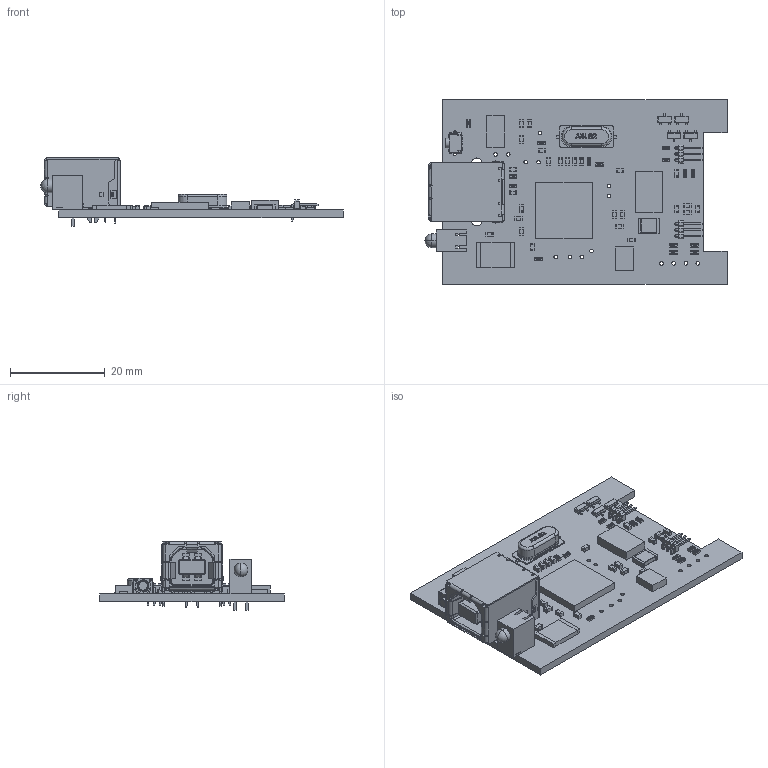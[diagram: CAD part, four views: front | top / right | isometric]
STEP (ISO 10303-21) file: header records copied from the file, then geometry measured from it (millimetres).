
FILE_DESCRIPTION(('Open CASCADE Model'),'2;1');
FILE_NAME('Open CASCADE Shape Model','2019-07-02T19:03:23',('Author'),( 'Open CASCADE'),'Open CASCADE STEP processor 6.8','Open CASCADE 6.8' ,'Unknown');
FILE_SCHEMA(('AUTOMOTIVE_DESIGN { 1 0 10303 214 1 1 1 1 }'));
Length unit declared in the file: millimetre
Products named in the file (83): PCB; Board; Open CASCADE STEP translator 6.8 4.1.1; U4; 6770732112; Extruded; C24; 0603_cap; FB1; U3; 6631698208; S1; TL3340AF160QG; F1; 6631699248; 6631698608; R15; 0603_resistor; R14; FB3; FB2; C23; CAP_1812-1.1mm; C22; Q2; sot-23-3-infineon; R1; LED1; 934CB; Y1; ABLS2; U2; 6631697728; U1; 6631697408; R13; R12; R11; R10; R9 ...
Assembly tree (128 placements, depth 4):
  PCB
    Board
      Open CASCADE STEP translator 6.8 4.1.1
    U4
      6770732112
        Extruded
    C24
      0603_cap
    FB1
      0603_cap
    U3
      6631698208
        Extruded
    S1
      TL3340AF160QG
    F1
      6631699248  x2
        Extruded
      6631698608
        Extruded
    R15
      0603_resistor
    R14
      0603_resistor
    FB3
      0603_cap
    FB2
      0603_cap
    C23
      CAP_1812-1.1mm
    C22
      0603_cap
    Q2
      sot-23-3-infineon
    R1
      0603_resistor
    LED1
      934CB
    Y1
      ABLS2
    U2
      6631697728
        Extruded
    U1
      6631697408
        Extruded
    R13
      0603_resistor
    R12
      0603_resistor
    R11
      0603_resistor
    R10
      0603_resistor
    R9
      0603_resistor
    R8
      0603_resistor
    R7
      0603_resistor
Bounding box: 63.74 x 39 x 14.45 mm (x, y, z)
Volume: 4493.7 mm3; surface area: 9784.1 mm2
Topology: 80 solids, 82 shells, 4138 faces, 10946 edges, 6654 vertices
Faces by surface type: plane 2346, cylinder 1096, sphere 466, bspline 209, torus 11, cone 10
Full cylindrical faces by diameter (mm): 0.46 x2, 0.5 x5, 0.6 x6, 0.762 x15, 0.8 x1, 0.9 x5, 0.92 x4, 2 x1, 2.1 x1, 2.3 x2, 2.5 x1
Entity records: 71215 total; most frequent: CARTESIAN_POINT 20640, ORIENTED_EDGE 9423, DIRECTION 8373, EDGE_CURVE 4720, LINE 3475, VECTOR 3475, VERTEX_POINT 3032, AXIS2_PLACEMENT_3D 2449
